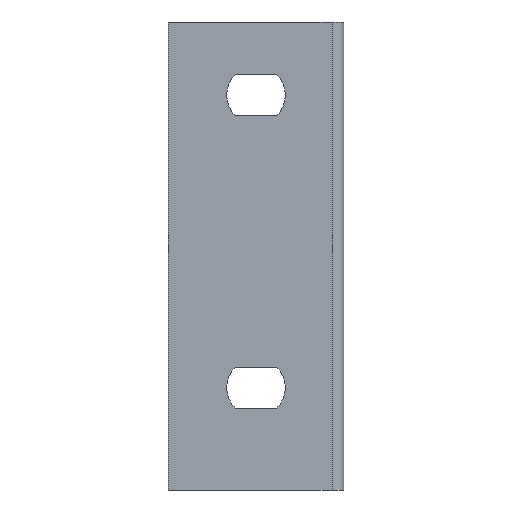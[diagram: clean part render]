
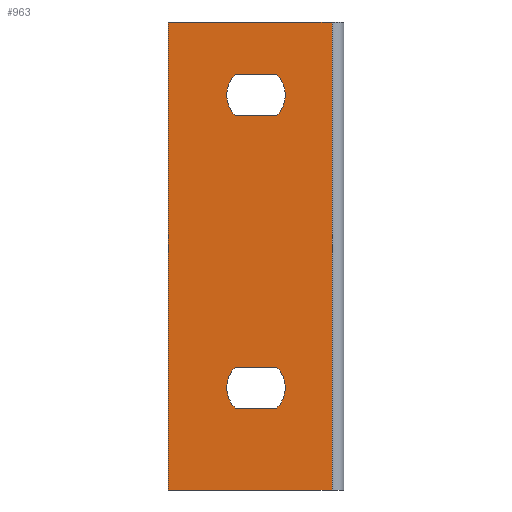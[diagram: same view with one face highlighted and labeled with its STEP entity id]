
A CAD part, front view. The second image highlights one B-rep face of the part: STEP entity #963.
In plain terms, the highlighted planar face has unit normal (0, -1, 0).
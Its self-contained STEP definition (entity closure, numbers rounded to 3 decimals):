
#3 = EDGE_CURVE ( 'NONE', #133, #801, #826, .T. ) ;
#4 = EDGE_CURVE ( 'NONE', #801, #125, #836, .T. ) ;
#9 = EDGE_CURVE ( 'NONE', #118, #685, #829, .T. ) ;
#14 = EDGE_CURVE ( 'NONE', #119, #755, #138, .T. ) ;
#28 = EDGE_CURVE ( 'NONE', #122, #670, #140, .T. ) ;
#33 = EDGE_CURVE ( 'NONE', #685, #119, #182, .T. ) ;
#35 = EDGE_CURVE ( 'NONE', #755, #118, #167, .T. ) ;
#47 = EDGE_CURVE ( 'NONE', #686, #133, #217, .T. ) ;
#48 = EDGE_CURVE ( 'NONE', #125, #686, #212, .T. ) ;
#51 = EDGE_CURVE ( 'NONE', #670, #123, #214, .T. ) ;
#68 = EDGE_CURVE ( 'NONE', #642, #123, #207, .T. ) ;
#86 = AXIS2_PLACEMENT_3D ( 'NONE', #552, #259, #257 ) ;
#92 = AXIS2_PLACEMENT_3D ( 'NONE', #565, #481, #482 ) ;
#93 = AXIS2_PLACEMENT_3D ( 'NONE', #581, #555, #593 ) ;
#104 = AXIS2_PLACEMENT_3D ( 'NONE', #541, #597, #557 ) ;
#109 = EDGE_CURVE ( 'NONE', #122, #642, #150, .T. ) ;
#118 = VERTEX_POINT ( 'NONE', #433 ) ;
#119 = VERTEX_POINT ( 'NONE', #348 ) ;
#122 = VERTEX_POINT ( 'NONE', #401 ) ;
#123 = VERTEX_POINT ( 'NONE', #431 ) ;
#125 = VERTEX_POINT ( 'NONE', #434 ) ;
#133 = VERTEX_POINT ( 'NONE', #341 ) ;
#138 = LINE ( 'NONE', #286, #235 ) ;
#140 = LINE ( 'NONE', #320, #246 ) ;
#150 = LINE ( 'NONE', #311, #158 ) ;
#158 = VECTOR ( 'NONE', #459, 1000. ) ;
#167 = CIRCLE ( 'NONE', #93, 5. ) ;
#182 = CIRCLE ( 'NONE', #92, 5. ) ;
#187 = VECTOR ( 'NONE', #268, 1000. ) ;
#204 = VECTOR ( 'NONE', #586, 1000. ) ;
#207 = LINE ( 'NONE', #543, #187 ) ;
#210 = VECTOR ( 'NONE', #507, 1000. ) ;
#212 = LINE ( 'NONE', #598, #210 ) ;
#214 = LINE ( 'NONE', #570, #204 ) ;
#217 = CIRCLE ( 'NONE', #86, 5. ) ;
#235 = VECTOR ( 'NONE', #544, 1000. ) ;
#246 = VECTOR ( 'NONE', #519, 1000. ) ;
#257 = DIRECTION ( 'NONE',  ( 1., 0., 0. ) ) ;
#259 = DIRECTION ( 'NONE',  ( 0., -1., 0. ) ) ;
#268 = DIRECTION ( 'NONE',  ( 0., 0., -1. ) ) ;
#286 = CARTESIAN_POINT ( 'NONE',  ( -18.571, 0., -26. ) ) ;
#311 = CARTESIAN_POINT ( 'NONE',  ( 0., 0., 40. ) ) ;
#320 = CARTESIAN_POINT ( 'NONE',  ( -2., 0., 40. ) ) ;
#331 = CARTESIAN_POINT ( 'NONE',  ( -2., 0., -40. ) ) ;
#337 = CARTESIAN_POINT ( 'NONE',  ( -18.571, 0., 31. ) ) ;
#341 = CARTESIAN_POINT ( 'NONE',  ( -18.571, 0., 24. ) ) ;
#342 = CARTESIAN_POINT ( 'NONE',  ( -18.571, 0., -19. ) ) ;
#348 = CARTESIAN_POINT ( 'NONE',  ( -18.571, 0., -26. ) ) ;
#376 = CARTESIAN_POINT ( 'NONE',  ( -11.429, 0., -26. ) ) ;
#378 = CARTESIAN_POINT ( 'NONE',  ( -11.429, 0., 24. ) ) ;
#385 = CARTESIAN_POINT ( 'NONE',  ( -30., 0., 40. ) ) ;
#401 = CARTESIAN_POINT ( 'NONE',  ( -2., 0., 40. ) ) ;
#431 = CARTESIAN_POINT ( 'NONE',  ( -30., 0., -40. ) ) ;
#433 = CARTESIAN_POINT ( 'NONE',  ( -11.429, 0., -19. ) ) ;
#434 = CARTESIAN_POINT ( 'NONE',  ( -11.429, 0., 31. ) ) ;
#459 = DIRECTION ( 'NONE',  ( -1., 0., 0. ) ) ;
#473 = CARTESIAN_POINT ( 'NONE',  ( -11.429, 0., -19. ) ) ;
#481 = DIRECTION ( 'NONE',  ( 0., -1., 0. ) ) ;
#482 = DIRECTION ( 'NONE',  ( 1., 0., 0. ) ) ;
#507 = DIRECTION ( 'NONE',  ( -1., 0., 0. ) ) ;
#516 = DIRECTION ( 'NONE',  ( 1., 0., 0. ) ) ;
#519 = DIRECTION ( 'NONE',  ( 0., 0., -1. ) ) ;
#522 = PLANE ( 'NONE',  #861 ) ;
#526 = CARTESIAN_POINT ( 'NONE',  ( 0., 0., 40. ) ) ;
#528 = CARTESIAN_POINT ( 'NONE',  ( -18.571, 0., 24. ) ) ;
#537 = DIRECTION ( 'NONE',  ( -1., 0., 0. ) ) ;
#541 = CARTESIAN_POINT ( 'NONE',  ( -15., 0., 27.5 ) ) ;
#543 = CARTESIAN_POINT ( 'NONE',  ( -30., 0., 40. ) ) ;
#544 = DIRECTION ( 'NONE',  ( 1., 0., 0. ) ) ;
#552 = CARTESIAN_POINT ( 'NONE',  ( -15., 0., 27.5 ) ) ;
#555 = DIRECTION ( 'NONE',  ( 0., -1., 0. ) ) ;
#557 = DIRECTION ( 'NONE',  ( 1., 0., 0. ) ) ;
#558 = DIRECTION ( 'NONE',  ( 1., 0., 0. ) ) ;
#565 = CARTESIAN_POINT ( 'NONE',  ( -15., 0., -22.5 ) ) ;
#570 = CARTESIAN_POINT ( 'NONE',  ( 0., 0., -40. ) ) ;
#581 = CARTESIAN_POINT ( 'NONE',  ( -15., 0., -22.5 ) ) ;
#584 = DIRECTION ( 'NONE',  ( 0., -1., 0. ) ) ;
#586 = DIRECTION ( 'NONE',  ( -1., 0., 0. ) ) ;
#593 = DIRECTION ( 'NONE',  ( 1., 0., 0. ) ) ;
#597 = DIRECTION ( 'NONE',  ( 0., -1., 0. ) ) ;
#598 = CARTESIAN_POINT ( 'NONE',  ( -11.429, 0., 31. ) ) ;
#615 = ORIENTED_EDGE ( 'NONE', *, *, #4, .F. ) ;
#639 = EDGE_LOOP ( 'NONE', ( #789, #711, #710, #709 ) ) ;
#642 = VERTEX_POINT ( 'NONE', #385 ) ;
#670 = VERTEX_POINT ( 'NONE', #331 ) ;
#675 = ORIENTED_EDGE ( 'NONE', *, *, #48, .F. ) ;
#685 = VERTEX_POINT ( 'NONE', #342 ) ;
#686 = VERTEX_POINT ( 'NONE', #337 ) ;
#687 = EDGE_LOOP ( 'NONE', ( #689, #719, #714, #720 ) ) ;
#689 = ORIENTED_EDGE ( 'NONE', *, *, #33, .F. ) ;
#692 = ORIENTED_EDGE ( 'NONE', *, *, #47, .F. ) ;
#696 = ORIENTED_EDGE ( 'NONE', *, *, #3, .F. ) ;
#702 = EDGE_LOOP ( 'NONE', ( #615, #696, #692, #675 ) ) ;
#709 = ORIENTED_EDGE ( 'NONE', *, *, #68, .T. ) ;
#710 = ORIENTED_EDGE ( 'NONE', *, *, #109, .T. ) ;
#711 = ORIENTED_EDGE ( 'NONE', *, *, #28, .F. ) ;
#714 = ORIENTED_EDGE ( 'NONE', *, *, #35, .F. ) ;
#719 = ORIENTED_EDGE ( 'NONE', *, *, #9, .F. ) ;
#720 = ORIENTED_EDGE ( 'NONE', *, *, #14, .F. ) ;
#755 = VERTEX_POINT ( 'NONE', #376 ) ;
#789 = ORIENTED_EDGE ( 'NONE', *, *, #51, .F. ) ;
#801 = VERTEX_POINT ( 'NONE', #378 ) ;
#826 = LINE ( 'NONE', #528, #832 ) ;
#829 = LINE ( 'NONE', #473, #834 ) ;
#832 = VECTOR ( 'NONE', #558, 1000. ) ;
#834 = VECTOR ( 'NONE', #537, 1000. ) ;
#836 = CIRCLE ( 'NONE', #104, 5. ) ;
#861 = AXIS2_PLACEMENT_3D ( 'NONE', #526, #584, #516 ) ;
#907 = FACE_BOUND ( 'NONE', #687, .T. ) ;
#909 = FACE_BOUND ( 'NONE', #702, .T. ) ;
#917 = FACE_OUTER_BOUND ( 'NONE', #639, .T. ) ;
#963 = ADVANCED_FACE ( 'NONE', ( #909, #907, #917 ), #522, .T. ) ;
